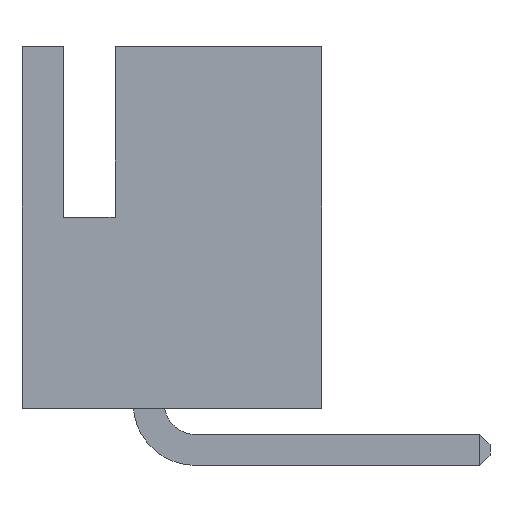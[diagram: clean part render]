
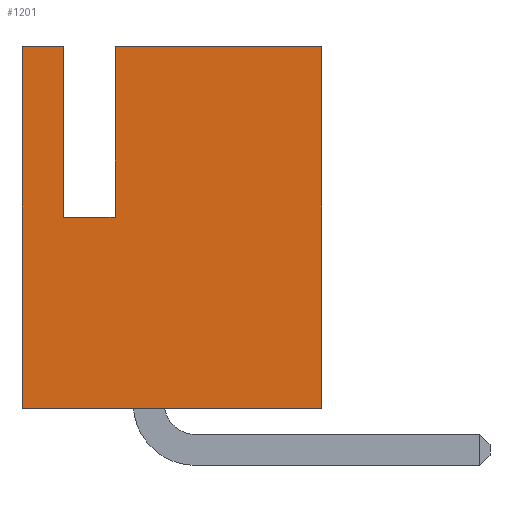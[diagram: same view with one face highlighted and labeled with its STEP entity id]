
A CAD part, left-side view. The second image highlights one B-rep face of the part: STEP entity #1201.
In plain terms, the highlighted planar face has unit normal (-1, 0, 0).
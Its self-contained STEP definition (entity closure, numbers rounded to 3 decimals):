
#12 = ORIENTED_EDGE ( 'NONE', *, *, #1108, .F. ) ;
#16 = ORIENTED_EDGE ( 'NONE', *, *, #1109, .T. ) ;
#17 = ORIENTED_EDGE ( 'NONE', *, *, #1107, .T. ) ;
#18 = ORIENTED_EDGE ( 'NONE', *, *, #1101, .T. ) ;
#20 = ORIENTED_EDGE ( 'NONE', *, *, #1106, .F. ) ;
#68 = ORIENTED_EDGE ( 'NONE', *, *, #1177, .F. ) ;
#69 = ORIENTED_EDGE ( 'NONE', *, *, #1104, .T. ) ;
#71 = ORIENTED_EDGE ( 'NONE', *, *, #1105, .T. ) ;
#141 = CARTESIAN_POINT ( 'NONE',  ( -6.26, 4., 0.2 ) ) ;
#158 = CARTESIAN_POINT ( 'NONE',  ( -6.26, 4., 3.5 ) ) ;
#163 = CARTESIAN_POINT ( 'NONE',  ( -6.26, 0., 3.5 ) ) ;
#287 = VERTEX_POINT ( 'NONE', #141 ) ;
#332 = VERTEX_POINT ( 'NONE', #163 ) ;
#339 = VERTEX_POINT ( 'NONE', #158 ) ;
#401 = VERTEX_POINT ( 'NONE', #3217 ) ;
#424 = VERTEX_POINT ( 'NONE', #3243 ) ;
#430 = VERTEX_POINT ( 'NONE', #3203 ) ;
#433 = VERTEX_POINT ( 'NONE', #3169 ) ;
#501 = EDGE_LOOP ( 'NONE', ( #71, #69, #68, #20, #18, #17, #12, #16 ) ) ;
#855 = VERTEX_POINT ( 'NONE', #3397 ) ;
#1101 = EDGE_CURVE ( 'NONE', #430, #433, #1338, .T. ) ;
#1104 = EDGE_CURVE ( 'NONE', #424, #855, #1347, .T. ) ;
#1105 = EDGE_CURVE ( 'NONE', #287, #424, #1350, .T. ) ;
#1106 = EDGE_CURVE ( 'NONE', #430, #401, #1353, .T. ) ;
#1107 = EDGE_CURVE ( 'NONE', #433, #332, #1356, .T. ) ;
#1108 = EDGE_CURVE ( 'NONE', #339, #332, #1359, .T. ) ;
#1109 = EDGE_CURVE ( 'NONE', #339, #287, #1362, .T. ) ;
#1177 = EDGE_CURVE ( 'NONE', #401, #855, #1569, .T. ) ;
#1201 = ADVANCED_FACE ( 'NONE', ( #3416 ), #1660, .F. ) ;
#1338 = LINE ( 'NONE', #1339, #3854 ) ;
#1339 = CARTESIAN_POINT ( 'NONE',  ( -6.26, 5.8, -3.5 ) ) ;
#1340 = DIRECTION ( 'NONE',  ( 0., -1., 0. ) ) ;
#1347 = LINE ( 'NONE', #1348, #3851 ) ;
#1348 = CARTESIAN_POINT ( 'NONE',  ( -6.26, 5., 3.5 ) ) ;
#1349 = DIRECTION ( 'NONE',  ( 0., 0., 1. ) ) ;
#1350 = LINE ( 'NONE', #1351, #3822 ) ;
#1351 = CARTESIAN_POINT ( 'NONE',  ( -6.26, 5., 0.2 ) ) ;
#1352 = DIRECTION ( 'NONE',  ( 0., 1., 0. ) ) ;
#1353 = LINE ( 'NONE', #1354, #3816 ) ;
#1354 = CARTESIAN_POINT ( 'NONE',  ( -6.26, 5.8, -3.5 ) ) ;
#1355 = DIRECTION ( 'NONE',  ( 0., 0., 1. ) ) ;
#1356 = LINE ( 'NONE', #1357, #3853 ) ;
#1357 = CARTESIAN_POINT ( 'NONE',  ( -6.26, 0., -3.5 ) ) ;
#1358 = DIRECTION ( 'NONE',  ( 0., 0., 1. ) ) ;
#1359 = LINE ( 'NONE', #1360, #3838 ) ;
#1360 = CARTESIAN_POINT ( 'NONE',  ( -6.26, 5.8, 3.5 ) ) ;
#1361 = DIRECTION ( 'NONE',  ( 0., -1., 0. ) ) ;
#1362 = LINE ( 'NONE', #1363, #3819 ) ;
#1363 = CARTESIAN_POINT ( 'NONE',  ( -6.26, 4., 0.2 ) ) ;
#1364 = DIRECTION ( 'NONE',  ( 0., 0., -1. ) ) ;
#1569 = LINE ( 'NONE', #1570, #3451 ) ;
#1570 = CARTESIAN_POINT ( 'NONE',  ( -6.26, 5.8, 3.5 ) ) ;
#1571 = DIRECTION ( 'NONE',  ( 0., -1., 0. ) ) ;
#1660 = PLANE ( 'NONE',  #3501 ) ;
#1661 = CARTESIAN_POINT ( 'NONE',  ( -6.26, 5.8, -3.5 ) ) ;
#1662 = DIRECTION ( 'NONE',  ( 1., 0., 0. ) ) ;
#1663 = DIRECTION ( 'NONE',  ( 0., 0., -1. ) ) ;
#3169 = CARTESIAN_POINT ( 'NONE',  ( -6.26, 0., -3.5 ) ) ;
#3203 = CARTESIAN_POINT ( 'NONE',  ( -6.26, 5.8, -3.5 ) ) ;
#3217 = CARTESIAN_POINT ( 'NONE',  ( -6.26, 5.8, 3.5 ) ) ;
#3243 = CARTESIAN_POINT ( 'NONE',  ( -6.26, 5., 0.2 ) ) ;
#3397 = CARTESIAN_POINT ( 'NONE',  ( -6.26, 5., 3.5 ) ) ;
#3416 = FACE_OUTER_BOUND ( 'NONE', #501, .T. ) ;
#3451 = VECTOR ( 'NONE', #1571, 1000. ) ;
#3501 = AXIS2_PLACEMENT_3D ( 'NONE', #1661, #1662, #1663 ) ;
#3816 = VECTOR ( 'NONE', #1355, 1000. ) ;
#3819 = VECTOR ( 'NONE', #1364, 1000. ) ;
#3822 = VECTOR ( 'NONE', #1352, 1000. ) ;
#3838 = VECTOR ( 'NONE', #1361, 1000. ) ;
#3851 = VECTOR ( 'NONE', #1349, 1000. ) ;
#3853 = VECTOR ( 'NONE', #1358, 1000. ) ;
#3854 = VECTOR ( 'NONE', #1340, 1000. ) ;
